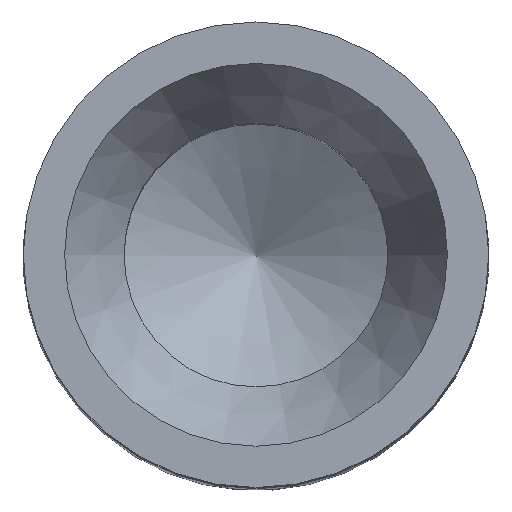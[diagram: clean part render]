
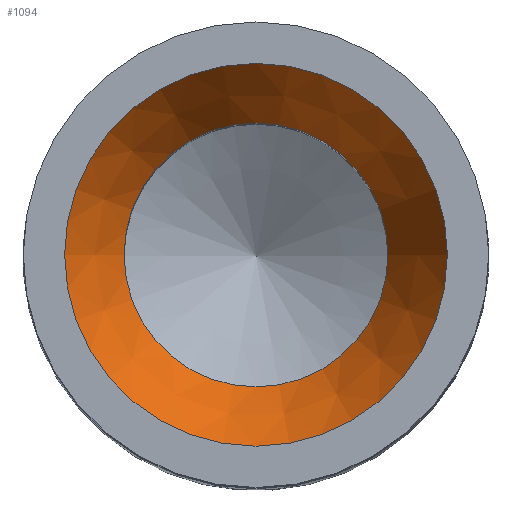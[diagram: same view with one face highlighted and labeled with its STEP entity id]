
A CAD part, top view. The second image highlights one B-rep face of the part: STEP entity #1094.
In plain terms, the highlighted conical face has half-angle 30 degrees and reference radius 1.562 mm.
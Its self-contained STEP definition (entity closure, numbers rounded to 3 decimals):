
#129=CONICAL_SURFACE('',#1240,1.562,0.524);
#188=FACE_OUTER_BOUND('',#251,.T.);
#251=EDGE_LOOP('',(#1022,#1023,#1024,#1025));
#303=LINE('',#2757,#353);
#353=VECTOR('',#1536,1.562);
#413=CIRCLE('',#1239,1.275);
#414=CIRCLE('',#1241,1.85);
#524=VERTEX_POINT('',#2752);
#525=VERTEX_POINT('',#2756);
#691=EDGE_CURVE('',#524,#524,#413,.T.);
#692=EDGE_CURVE('',#524,#525,#303,.T.);
#693=EDGE_CURVE('',#525,#525,#414,.T.);
#1022=ORIENTED_EDGE('',*,*,#691,.T.);
#1023=ORIENTED_EDGE('',*,*,#692,.T.);
#1024=ORIENTED_EDGE('',*,*,#693,.F.);
#1025=ORIENTED_EDGE('',*,*,#692,.F.);
#1094=ADVANCED_FACE('',(#188),#129,.F.);
#1239=AXIS2_PLACEMENT_3D('',#2754,#1532,#1533);
#1240=AXIS2_PLACEMENT_3D('',#2755,#1534,#1535);
#1241=AXIS2_PLACEMENT_3D('',#2758,#1537,#1538);
#1532=DIRECTION('center_axis',(0.,0.,-1.));
#1533=DIRECTION('ref_axis',(1.,0.,0.));
#1534=DIRECTION('center_axis',(0.,0.,1.));
#1535=DIRECTION('ref_axis',(-1.,0.,0.));
#1536=DIRECTION('',(0.5,0.,0.866));
#1537=DIRECTION('center_axis',(0.,0.,-1.));
#1538=DIRECTION('ref_axis',(1.,0.,0.));
#2752=CARTESIAN_POINT('',(1.275,0.,9.348));
#2754=CARTESIAN_POINT('Origin',(0.,0.,9.348));
#2755=CARTESIAN_POINT('Origin',(0.,0.,9.846));
#2756=CARTESIAN_POINT('',(1.85,0.,10.344));
#2757=CARTESIAN_POINT('',(1.562,0.,9.846));
#2758=CARTESIAN_POINT('Origin',(0.,0.,10.344));
